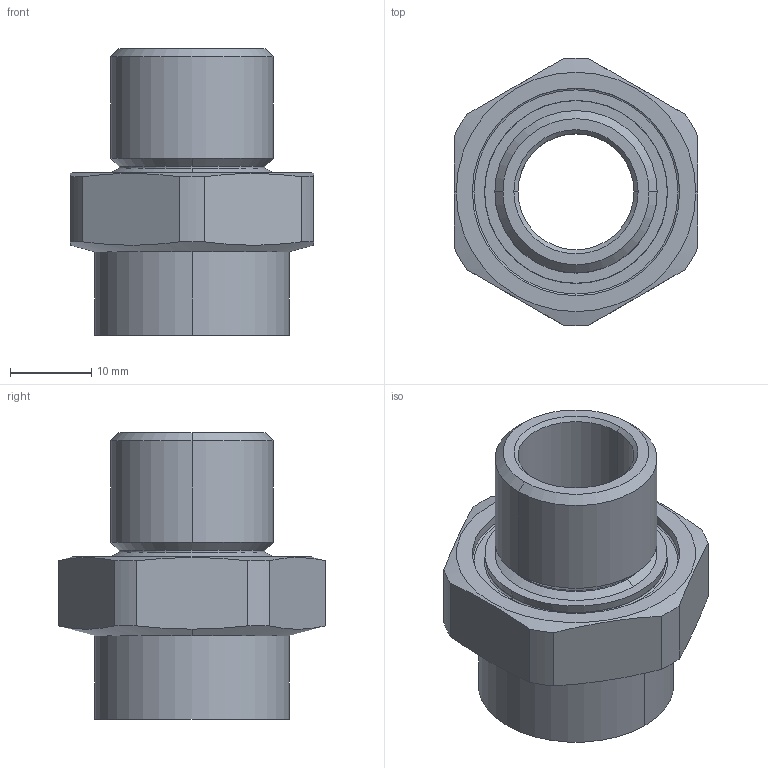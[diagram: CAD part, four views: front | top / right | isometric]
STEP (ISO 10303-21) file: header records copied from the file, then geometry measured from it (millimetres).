
FILE_DESCRIPTION (( 'STEP AP203' ), '1' );
FILE_NAME ('737DRM2T1.STEP', '2018-05-17T14:50:11', ( '' ), ( '' ), 'SwSTEP 2.0', 'SolidWorks 2017', '' );
FILE_SCHEMA (( 'CONFIG_CONTROL_DESIGN' ));
Length unit declared in the file: millimetre
Products named in the file (1): 737DRM2T1
Bounding box: 30 x 32.98 x 35.3 mm (x, y, z)
Volume: 9355.3 mm3; surface area: 5723.1 mm2
Topology: 1 solids, 1 shells, 54 faces, 126 edges, 78 vertices
Faces by surface type: cone 20, cylinder 16, plane 12, torus 6
Entity records: 1667 total; most frequent: CARTESIAN_POINT 323, DIRECTION 288, ORIENTED_EDGE 252, EDGE_CURVE 126, AXIS2_PLACEMENT_3D 123, VERTEX_POINT 78, CIRCLE 68, EDGE_LOOP 60
